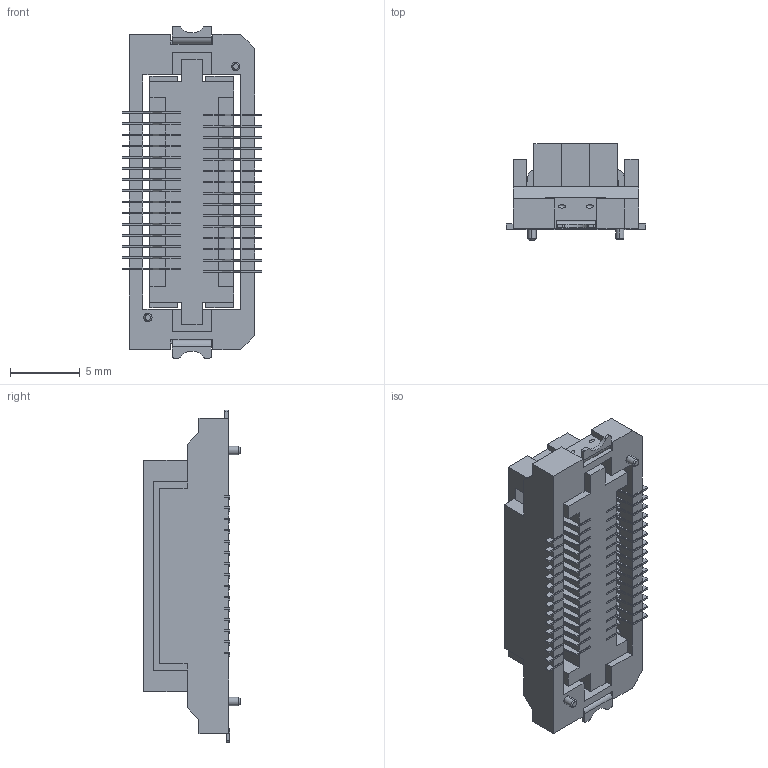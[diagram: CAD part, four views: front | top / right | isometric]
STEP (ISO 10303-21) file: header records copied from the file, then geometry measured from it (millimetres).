
FILE_DESCRIPTION((''),'2;1');
FILE_NAME('ASM0001_ASM','2023-08-25T',('工程三'),(''),'PRO/ENGINEER BY PARAMETRIC TECHNOLOGY CORPORATION, 2010280','PRO/ENGINEER BY PARAMETRIC TECHNOLOGY CORPORATION, 2010280','');
FILE_SCHEMA(('CONFIG_CONTROL_DESIGN'));
Length unit declared in the file: millimetre
Products named in the file (1): ASM0001_ASM
Bounding box: 10 x 6.9 x 23.8 mm (x, y, z)
Volume: 562.7 mm3; surface area: 1603.4 mm2
Topology: 1 solids, 1 shells, 773 faces, 2431 edges, 1606 vertices
Faces by surface type: plane 649, cylinder 100, cone 16, revolution 8
Entity records: 26979 total; most frequent: CARTESIAN_POINT 5174, ORIENTED_EDGE 4838, DIRECTION 4143, EDGE_CURVE 2419, VECTOR 2181, LINE 2181, VERTEX_POINT 1606, AXIS2_PLACEMENT_3D 977
